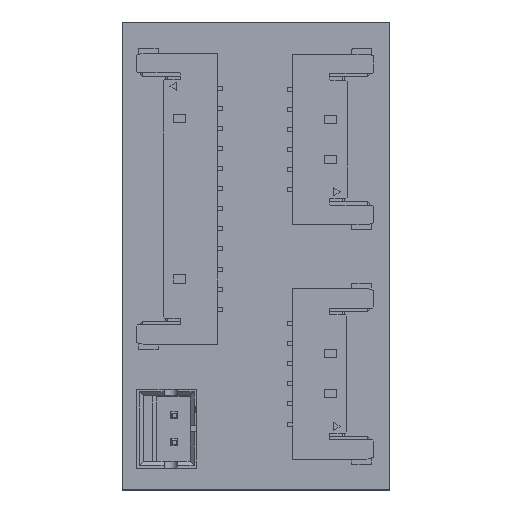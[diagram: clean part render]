
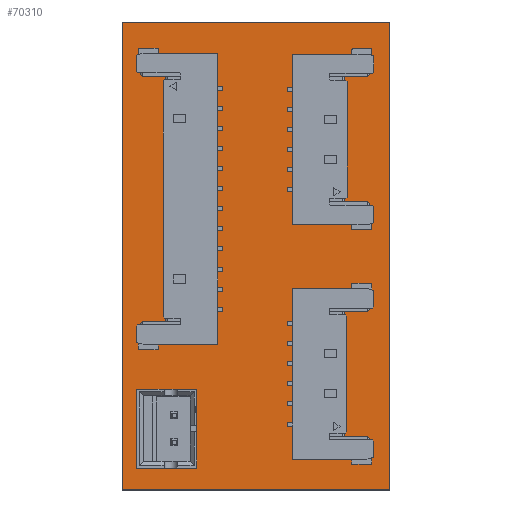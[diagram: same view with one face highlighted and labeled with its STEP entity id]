
A CAD part, top view. The second image highlights one B-rep face of the part: STEP entity #70310.
In plain terms, the highlighted planar face has unit normal (0, 0, 1).
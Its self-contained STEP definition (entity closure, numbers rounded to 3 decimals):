
#69953 = VERTEX_POINT('',#69954);
#69954 = CARTESIAN_POINT('',(20.,0.,1.6));
#69961 = PLANE('',#69962);
#69962 = AXIS2_PLACEMENT_3D('',#69963,#69964,#69965);
#69963 = CARTESIAN_POINT('',(20.,0.,0.));
#69964 = DIRECTION('',(0.,-1.,0.));
#69965 = DIRECTION('',(-1.,0.,0.));
#69973 = PLANE('',#69974);
#69974 = AXIS2_PLACEMENT_3D('',#69975,#69976,#69977);
#69975 = CARTESIAN_POINT('',(20.,35.,0.));
#69976 = DIRECTION('',(1.,0.,-0.));
#69977 = DIRECTION('',(0.,-1.,0.));
#69985 = EDGE_CURVE('',#69953,#69986,#69988,.T.);
#69986 = VERTEX_POINT('',#69987);
#69987 = CARTESIAN_POINT('',(0.,0.,1.6));
#69988 = SURFACE_CURVE('',#69989,(#69993,#70000),.PCURVE_S1.);
#69989 = LINE('',#69990,#69991);
#69990 = CARTESIAN_POINT('',(20.,0.,1.6));
#69991 = VECTOR('',#69992,1.);
#69992 = DIRECTION('',(-1.,0.,0.));
#69993 = PCURVE('',#69961,#69994);
#69994 = DEFINITIONAL_REPRESENTATION('',(#69995),#69999);
#69995 = LINE('',#69996,#69997);
#69996 = CARTESIAN_POINT('',(0.,-1.6));
#69997 = VECTOR('',#69998,1.);
#69998 = DIRECTION('',(1.,0.));
#69999 = ( GEOMETRIC_REPRESENTATION_CONTEXT(2) 
PARAMETRIC_REPRESENTATION_CONTEXT() REPRESENTATION_CONTEXT('2D SPACE',''
  ) );
#70000 = PCURVE('',#70001,#70006);
#70001 = PLANE('',#70002);
#70002 = AXIS2_PLACEMENT_3D('',#70003,#70004,#70005);
#70003 = CARTESIAN_POINT('',(10.,17.5,1.6));
#70004 = DIRECTION('',(-0.,-0.,-1.));
#70005 = DIRECTION('',(-1.,0.,0.));
#70006 = DEFINITIONAL_REPRESENTATION('',(#70007),#70011);
#70007 = LINE('',#70008,#70009);
#70008 = CARTESIAN_POINT('',(-10.,-17.5));
#70009 = VECTOR('',#70010,1.);
#70010 = DIRECTION('',(1.,0.));
#70011 = ( GEOMETRIC_REPRESENTATION_CONTEXT(2) 
PARAMETRIC_REPRESENTATION_CONTEXT() REPRESENTATION_CONTEXT('2D SPACE',''
  ) );
#70029 = PLANE('',#70030);
#70030 = AXIS2_PLACEMENT_3D('',#70031,#70032,#70033);
#70031 = CARTESIAN_POINT('',(0.,0.,0.));
#70032 = DIRECTION('',(-1.,0.,0.));
#70033 = DIRECTION('',(0.,1.,0.));
#70073 = VERTEX_POINT('',#70074);
#70074 = CARTESIAN_POINT('',(20.,35.,1.6));
#70088 = PLANE('',#70089);
#70089 = AXIS2_PLACEMENT_3D('',#70090,#70091,#70092);
#70090 = CARTESIAN_POINT('',(0.,35.,0.));
#70091 = DIRECTION('',(0.,1.,0.));
#70092 = DIRECTION('',(1.,0.,0.));
#70100 = EDGE_CURVE('',#70073,#69953,#70101,.T.);
#70101 = SURFACE_CURVE('',#70102,(#70106,#70113),.PCURVE_S1.);
#70102 = LINE('',#70103,#70104);
#70103 = CARTESIAN_POINT('',(20.,35.,1.6));
#70104 = VECTOR('',#70105,1.);
#70105 = DIRECTION('',(0.,-1.,0.));
#70106 = PCURVE('',#69973,#70107);
#70107 = DEFINITIONAL_REPRESENTATION('',(#70108),#70112);
#70108 = LINE('',#70109,#70110);
#70109 = CARTESIAN_POINT('',(0.,-1.6));
#70110 = VECTOR('',#70111,1.);
#70111 = DIRECTION('',(1.,0.));
#70112 = ( GEOMETRIC_REPRESENTATION_CONTEXT(2) 
PARAMETRIC_REPRESENTATION_CONTEXT() REPRESENTATION_CONTEXT('2D SPACE',''
  ) );
#70113 = PCURVE('',#70001,#70114);
#70114 = DEFINITIONAL_REPRESENTATION('',(#70115),#70119);
#70115 = LINE('',#70116,#70117);
#70116 = CARTESIAN_POINT('',(-10.,17.5));
#70117 = VECTOR('',#70118,1.);
#70118 = DIRECTION('',(0.,-1.));
#70119 = ( GEOMETRIC_REPRESENTATION_CONTEXT(2) 
PARAMETRIC_REPRESENTATION_CONTEXT() REPRESENTATION_CONTEXT('2D SPACE',''
  ) );
#70147 = EDGE_CURVE('',#69986,#70148,#70150,.T.);
#70148 = VERTEX_POINT('',#70149);
#70149 = CARTESIAN_POINT('',(0.,35.,1.6));
#70150 = SURFACE_CURVE('',#70151,(#70155,#70162),.PCURVE_S1.);
#70151 = LINE('',#70152,#70153);
#70152 = CARTESIAN_POINT('',(0.,0.,1.6));
#70153 = VECTOR('',#70154,1.);
#70154 = DIRECTION('',(0.,1.,0.));
#70155 = PCURVE('',#70029,#70156);
#70156 = DEFINITIONAL_REPRESENTATION('',(#70157),#70161);
#70157 = LINE('',#70158,#70159);
#70158 = CARTESIAN_POINT('',(0.,-1.6));
#70159 = VECTOR('',#70160,1.);
#70160 = DIRECTION('',(1.,0.));
#70161 = ( GEOMETRIC_REPRESENTATION_CONTEXT(2) 
PARAMETRIC_REPRESENTATION_CONTEXT() REPRESENTATION_CONTEXT('2D SPACE',''
  ) );
#70162 = PCURVE('',#70001,#70163);
#70163 = DEFINITIONAL_REPRESENTATION('',(#70164),#70168);
#70164 = LINE('',#70165,#70166);
#70165 = CARTESIAN_POINT('',(10.,-17.5));
#70166 = VECTOR('',#70167,1.);
#70167 = DIRECTION('',(0.,1.));
#70168 = ( GEOMETRIC_REPRESENTATION_CONTEXT(2) 
PARAMETRIC_REPRESENTATION_CONTEXT() REPRESENTATION_CONTEXT('2D SPACE',''
  ) );
#70264 = CYLINDRICAL_SURFACE('',#70265,0.4);
#70265 = AXIS2_PLACEMENT_3D('',#70266,#70267,#70268);
#70266 = CARTESIAN_POINT('',(3.825,3.575,-0.01));
#70267 = DIRECTION('',(0.,0.,1.));
#70268 = DIRECTION('',(1.,0.,-0.));
#70299 = CYLINDRICAL_SURFACE('',#70300,0.4);
#70300 = AXIS2_PLACEMENT_3D('',#70301,#70302,#70303);
#70301 = CARTESIAN_POINT('',(3.825,5.575,-0.01));
#70302 = DIRECTION('',(0.,0.,1.));
#70303 = DIRECTION('',(1.,0.,-0.));
#70310 = ADVANCED_FACE('',(#70311,#70337,#70367),#70001,.F.);
#70311 = FACE_BOUND('',#70312,.F.);
#70312 = EDGE_LOOP('',(#70313,#70314,#70315,#70336));
#70313 = ORIENTED_EDGE('',*,*,#69985,.T.);
#70314 = ORIENTED_EDGE('',*,*,#70147,.T.);
#70315 = ORIENTED_EDGE('',*,*,#70316,.T.);
#70316 = EDGE_CURVE('',#70148,#70073,#70317,.T.);
#70317 = SURFACE_CURVE('',#70318,(#70322,#70329),.PCURVE_S1.);
#70318 = LINE('',#70319,#70320);
#70319 = CARTESIAN_POINT('',(0.,35.,1.6));
#70320 = VECTOR('',#70321,1.);
#70321 = DIRECTION('',(1.,0.,0.));
#70322 = PCURVE('',#70001,#70323);
#70323 = DEFINITIONAL_REPRESENTATION('',(#70324),#70328);
#70324 = LINE('',#70325,#70326);
#70325 = CARTESIAN_POINT('',(10.,17.5));
#70326 = VECTOR('',#70327,1.);
#70327 = DIRECTION('',(-1.,0.));
#70328 = ( GEOMETRIC_REPRESENTATION_CONTEXT(2) 
PARAMETRIC_REPRESENTATION_CONTEXT() REPRESENTATION_CONTEXT('2D SPACE',''
  ) );
#70329 = PCURVE('',#70088,#70330);
#70330 = DEFINITIONAL_REPRESENTATION('',(#70331),#70335);
#70331 = LINE('',#70332,#70333);
#70332 = CARTESIAN_POINT('',(0.,-1.6));
#70333 = VECTOR('',#70334,1.);
#70334 = DIRECTION('',(1.,0.));
#70335 = ( GEOMETRIC_REPRESENTATION_CONTEXT(2) 
PARAMETRIC_REPRESENTATION_CONTEXT() REPRESENTATION_CONTEXT('2D SPACE',''
  ) );
#70336 = ORIENTED_EDGE('',*,*,#70100,.T.);
#70337 = FACE_BOUND('',#70338,.F.);
#70338 = EDGE_LOOP('',(#70339));
#70339 = ORIENTED_EDGE('',*,*,#70340,.T.);
#70340 = EDGE_CURVE('',#70341,#70341,#70343,.T.);
#70341 = VERTEX_POINT('',#70342);
#70342 = CARTESIAN_POINT('',(4.225,3.575,1.6));
#70343 = SURFACE_CURVE('',#70344,(#70349,#70360),.PCURVE_S1.);
#70344 = CIRCLE('',#70345,0.4);
#70345 = AXIS2_PLACEMENT_3D('',#70346,#70347,#70348);
#70346 = CARTESIAN_POINT('',(3.825,3.575,1.6));
#70347 = DIRECTION('',(0.,0.,1.));
#70348 = DIRECTION('',(1.,0.,-0.));
#70349 = PCURVE('',#70001,#70350);
#70350 = DEFINITIONAL_REPRESENTATION('',(#70351),#70359);
#70351 = ( BOUNDED_CURVE() B_SPLINE_CURVE(2,(#70352,#70353,#70354,#70355
    ,#70356,#70357,#70358),.UNSPECIFIED.,.T.,.F.) 
B_SPLINE_CURVE_WITH_KNOTS((1,2,2,2,2,1),(-2.094,0.,
    2.094,4.189,6.283,8.378),
.UNSPECIFIED.) CURVE() GEOMETRIC_REPRESENTATION_ITEM() 
RATIONAL_B_SPLINE_CURVE((1.,0.5,1.,0.5,1.,0.5,1.)) REPRESENTATION_ITEM(
  '') );
#70352 = CARTESIAN_POINT('',(5.775,-13.925));
#70353 = CARTESIAN_POINT('',(5.775,-13.232));
#70354 = CARTESIAN_POINT('',(6.375,-13.579));
#70355 = CARTESIAN_POINT('',(6.975,-13.925));
#70356 = CARTESIAN_POINT('',(6.375,-14.271));
#70357 = CARTESIAN_POINT('',(5.775,-14.618));
#70358 = CARTESIAN_POINT('',(5.775,-13.925));
#70359 = ( GEOMETRIC_REPRESENTATION_CONTEXT(2) 
PARAMETRIC_REPRESENTATION_CONTEXT() REPRESENTATION_CONTEXT('2D SPACE',''
  ) );
#70360 = PCURVE('',#70264,#70361);
#70361 = DEFINITIONAL_REPRESENTATION('',(#70362),#70366);
#70362 = LINE('',#70363,#70364);
#70363 = CARTESIAN_POINT('',(0.,1.61));
#70364 = VECTOR('',#70365,1.);
#70365 = DIRECTION('',(1.,0.));
#70366 = ( GEOMETRIC_REPRESENTATION_CONTEXT(2) 
PARAMETRIC_REPRESENTATION_CONTEXT() REPRESENTATION_CONTEXT('2D SPACE',''
  ) );
#70367 = FACE_BOUND('',#70368,.F.);
#70368 = EDGE_LOOP('',(#70369));
#70369 = ORIENTED_EDGE('',*,*,#70370,.T.);
#70370 = EDGE_CURVE('',#70371,#70371,#70373,.T.);
#70371 = VERTEX_POINT('',#70372);
#70372 = CARTESIAN_POINT('',(4.225,5.575,1.6));
#70373 = SURFACE_CURVE('',#70374,(#70379,#70390),.PCURVE_S1.);
#70374 = CIRCLE('',#70375,0.4);
#70375 = AXIS2_PLACEMENT_3D('',#70376,#70377,#70378);
#70376 = CARTESIAN_POINT('',(3.825,5.575,1.6));
#70377 = DIRECTION('',(0.,0.,1.));
#70378 = DIRECTION('',(1.,0.,-0.));
#70379 = PCURVE('',#70001,#70380);
#70380 = DEFINITIONAL_REPRESENTATION('',(#70381),#70389);
#70381 = ( BOUNDED_CURVE() B_SPLINE_CURVE(2,(#70382,#70383,#70384,#70385
    ,#70386,#70387,#70388),.UNSPECIFIED.,.T.,.F.) 
B_SPLINE_CURVE_WITH_KNOTS((1,2,2,2,2,1),(-2.094,0.,
    2.094,4.189,6.283,8.378),
.UNSPECIFIED.) CURVE() GEOMETRIC_REPRESENTATION_ITEM() 
RATIONAL_B_SPLINE_CURVE((1.,0.5,1.,0.5,1.,0.5,1.)) REPRESENTATION_ITEM(
  '') );
#70382 = CARTESIAN_POINT('',(5.775,-11.925));
#70383 = CARTESIAN_POINT('',(5.775,-11.232));
#70384 = CARTESIAN_POINT('',(6.375,-11.579));
#70385 = CARTESIAN_POINT('',(6.975,-11.925));
#70386 = CARTESIAN_POINT('',(6.375,-12.271));
#70387 = CARTESIAN_POINT('',(5.775,-12.618));
#70388 = CARTESIAN_POINT('',(5.775,-11.925));
#70389 = ( GEOMETRIC_REPRESENTATION_CONTEXT(2) 
PARAMETRIC_REPRESENTATION_CONTEXT() REPRESENTATION_CONTEXT('2D SPACE',''
  ) );
#70390 = PCURVE('',#70299,#70391);
#70391 = DEFINITIONAL_REPRESENTATION('',(#70392),#70396);
#70392 = LINE('',#70393,#70394);
#70393 = CARTESIAN_POINT('',(0.,1.61));
#70394 = VECTOR('',#70395,1.);
#70395 = DIRECTION('',(1.,0.));
#70396 = ( GEOMETRIC_REPRESENTATION_CONTEXT(2) 
PARAMETRIC_REPRESENTATION_CONTEXT() REPRESENTATION_CONTEXT('2D SPACE',''
  ) );
